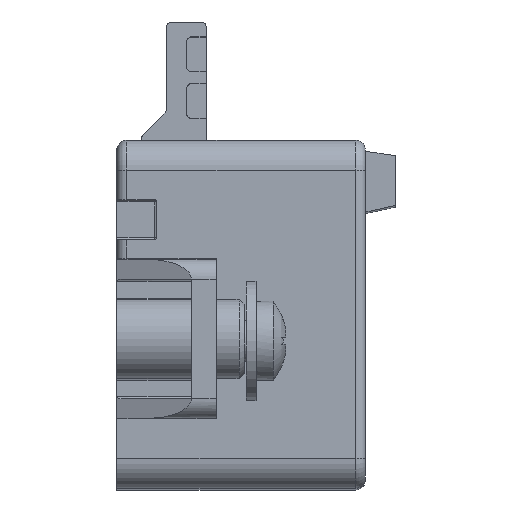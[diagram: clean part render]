
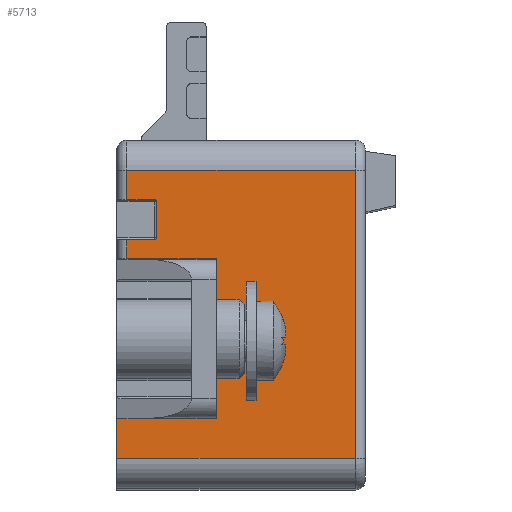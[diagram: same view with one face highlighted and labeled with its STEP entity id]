
A CAD part, top view. The second image highlights one B-rep face of the part: STEP entity #5713.
In plain terms, the highlighted planar face has unit normal (0, 0, 1).
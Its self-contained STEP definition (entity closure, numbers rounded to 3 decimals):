
#5713=ADVANCED_FACE('',(#6857),#6462,.T.);
#6462=PLANE('',#17400);
#6857=FACE_OUTER_BOUND('',#7395,.T.);
#7395=EDGE_LOOP('',(#9302,#9303,#9304,#9305,#9306,#9307,#9308,#9309,#9310,
#9311,#9312,#9313,#9314,#9315,#9316,#9317,#9318,#9319,#9320,#9321,#9322,
#9323,#9324,#9325,#9326));
#8485=CIRCLE('',#17398,0.2);
#8486=CIRCLE('',#17399,0.2);
#9302=ORIENTED_EDGE('',*,*,#13641,.T.);
#9303=ORIENTED_EDGE('',*,*,#13642,.T.);
#9304=ORIENTED_EDGE('',*,*,#13643,.F.);
#9305=ORIENTED_EDGE('',*,*,#13644,.T.);
#9306=ORIENTED_EDGE('',*,*,#13645,.T.);
#9307=ORIENTED_EDGE('',*,*,#13646,.T.);
#9308=ORIENTED_EDGE('',*,*,#13647,.F.);
#9309=ORIENTED_EDGE('',*,*,#13648,.T.);
#9310=ORIENTED_EDGE('',*,*,#13649,.F.);
#9311=ORIENTED_EDGE('',*,*,#13650,.T.);
#9312=ORIENTED_EDGE('',*,*,#13651,.T.);
#9313=ORIENTED_EDGE('',*,*,#13652,.F.);
#9314=ORIENTED_EDGE('',*,*,#13653,.T.);
#9315=ORIENTED_EDGE('',*,*,#13632,.T.);
#9316=ORIENTED_EDGE('',*,*,#13654,.T.);
#9317=ORIENTED_EDGE('',*,*,#13655,.T.);
#9318=ORIENTED_EDGE('',*,*,#13656,.F.);
#9319=ORIENTED_EDGE('',*,*,#13636,.T.);
#9320=ORIENTED_EDGE('',*,*,#13657,.T.);
#9321=ORIENTED_EDGE('',*,*,#13658,.T.);
#9322=ORIENTED_EDGE('',*,*,#13659,.T.);
#9323=ORIENTED_EDGE('',*,*,#13660,.F.);
#9324=ORIENTED_EDGE('',*,*,#13661,.T.);
#9325=ORIENTED_EDGE('',*,*,#13662,.T.);
#9326=ORIENTED_EDGE('',*,*,#13663,.T.);
#12422=VERTEX_POINT('',#22820);
#12423=VERTEX_POINT('',#22821);
#12426=VERTEX_POINT('',#22827);
#12427=VERTEX_POINT('',#22829);
#12431=VERTEX_POINT('',#22839);
#12432=VERTEX_POINT('',#22840);
#12433=VERTEX_POINT('',#22842);
#12434=VERTEX_POINT('',#22844);
#12435=VERTEX_POINT('',#22846);
#12436=VERTEX_POINT('',#22848);
#12437=VERTEX_POINT('',#22850);
#12438=VERTEX_POINT('',#22852);
#12439=VERTEX_POINT('',#22854);
#12440=VERTEX_POINT('',#22856);
#12441=VERTEX_POINT('',#22858);
#12442=VERTEX_POINT('',#22860);
#12443=VERTEX_POINT('',#22862);
#12444=VERTEX_POINT('',#22865);
#12445=VERTEX_POINT('',#22867);
#12446=VERTEX_POINT('',#22870);
#12447=VERTEX_POINT('',#22872);
#12448=VERTEX_POINT('',#22874);
#12449=VERTEX_POINT('',#22876);
#12450=VERTEX_POINT('',#22878);
#12451=VERTEX_POINT('',#22880);
#13632=EDGE_CURVE('',#12422,#12423,#15189,.T.);
#13636=EDGE_CURVE('',#12427,#12426,#15192,.T.);
#13641=EDGE_CURVE('',#12431,#12432,#15195,.T.);
#13642=EDGE_CURVE('',#12432,#12433,#15196,.T.);
#13643=EDGE_CURVE('',#12434,#12433,#15197,.T.);
#13644=EDGE_CURVE('',#12434,#12435,#8485,.T.);
#13645=EDGE_CURVE('',#12435,#12436,#15198,.T.);
#13646=EDGE_CURVE('',#12436,#12437,#8486,.T.);
#13647=EDGE_CURVE('',#12438,#12437,#15199,.T.);
#13648=EDGE_CURVE('',#12438,#12439,#15200,.T.);
#13649=EDGE_CURVE('',#12440,#12439,#15201,.T.);
#13650=EDGE_CURVE('',#12440,#12441,#15202,.T.);
#13651=EDGE_CURVE('',#12441,#12442,#15203,.T.);
#13652=EDGE_CURVE('',#12443,#12442,#15204,.T.);
#13653=EDGE_CURVE('',#12443,#12422,#15205,.T.);
#13654=EDGE_CURVE('',#12423,#12444,#15206,.T.);
#13655=EDGE_CURVE('',#12444,#12445,#15207,.T.);
#13656=EDGE_CURVE('',#12427,#12445,#15208,.T.);
#13657=EDGE_CURVE('',#12426,#12446,#15209,.T.);
#13658=EDGE_CURVE('',#12446,#12447,#15210,.T.);
#13659=EDGE_CURVE('',#12447,#12448,#15211,.T.);
#13660=EDGE_CURVE('',#12449,#12448,#15212,.T.);
#13661=EDGE_CURVE('',#12449,#12450,#15213,.T.);
#13662=EDGE_CURVE('',#12450,#12451,#15214,.T.);
#13663=EDGE_CURVE('',#12451,#12431,#15215,.T.);
#15189=LINE('',#22819,#16270);
#15192=LINE('',#22828,#16273);
#15195=LINE('',#22838,#16276);
#15196=LINE('',#22841,#16277);
#15197=LINE('',#22843,#16278);
#15198=LINE('',#22847,#16279);
#15199=LINE('',#22851,#16280);
#15200=LINE('',#22853,#16281);
#15201=LINE('',#22855,#16282);
#15202=LINE('',#22857,#16283);
#15203=LINE('',#22859,#16284);
#15204=LINE('',#22861,#16285);
#15205=LINE('',#22863,#16286);
#15206=LINE('',#22864,#16287);
#15207=LINE('',#22866,#16288);
#15208=LINE('',#22868,#16289);
#15209=LINE('',#22869,#16290);
#15210=LINE('',#22871,#16291);
#15211=LINE('',#22873,#16292);
#15212=LINE('',#22875,#16293);
#15213=LINE('',#22877,#16294);
#15214=LINE('',#22879,#16295);
#15215=LINE('',#22881,#16296);
#16270=VECTOR('',#19042,1.);
#16273=VECTOR('',#19047,1.);
#16276=VECTOR('',#19056,1.);
#16277=VECTOR('',#19057,1.);
#16278=VECTOR('',#19058,1.);
#16279=VECTOR('',#19061,1.);
#16280=VECTOR('',#19064,1.);
#16281=VECTOR('',#19065,1.);
#16282=VECTOR('',#19066,1.);
#16283=VECTOR('',#19067,1.);
#16284=VECTOR('',#19068,1.);
#16285=VECTOR('',#19069,1.);
#16286=VECTOR('',#19070,1.);
#16287=VECTOR('',#19071,1.);
#16288=VECTOR('',#19072,1.);
#16289=VECTOR('',#19073,1.);
#16290=VECTOR('',#19074,1.);
#16291=VECTOR('',#19075,1.);
#16292=VECTOR('',#19076,1.);
#16293=VECTOR('',#19077,1.);
#16294=VECTOR('',#19078,1.);
#16295=VECTOR('',#19079,1.);
#16296=VECTOR('',#19080,1.);
#17398=AXIS2_PLACEMENT_3D('',#22845,#19059,#19060);
#17399=AXIS2_PLACEMENT_3D('',#22849,#19062,#19063);
#17400=AXIS2_PLACEMENT_3D('',#22882,#19081,#19082);
#19042=DIRECTION('',(0.,-1.,0.));
#19047=DIRECTION('',(0.,-1.,0.));
#19056=DIRECTION('',(-1.,0.,0.));
#19057=DIRECTION('',(0.,-1.,0.));
#19058=DIRECTION('',(-1.,0.,0.));
#19059=DIRECTION('',(0.,0.,-1.));
#19060=DIRECTION('',(0.,-1.,0.));
#19061=DIRECTION('',(0.,-1.,0.));
#19062=DIRECTION('',(0.,0.,-1.));
#19063=DIRECTION('',(0.,-1.,0.));
#19064=DIRECTION('',(1.,0.,0.));
#19065=DIRECTION('',(0.,-1.,0.));
#19066=DIRECTION('',(-1.,0.,0.));
#19067=DIRECTION('',(0.,-1.,0.));
#19068=DIRECTION('',(0.,-1.,0.));
#19069=DIRECTION('',(-1.,0.,0.));
#19070=DIRECTION('',(0.707,-0.707,0.));
#19071=DIRECTION('',(-1.,0.,0.));
#19072=DIRECTION('',(0.,-1.,0.));
#19073=DIRECTION('',(-1.,0.,0.));
#19074=DIRECTION('',(-0.707,-0.707,0.));
#19075=DIRECTION('',(-1.,0.,0.));
#19076=DIRECTION('',(0.,-1.,0.));
#19077=DIRECTION('',(1.,0.,0.));
#19078=DIRECTION('',(0.,-1.,0.));
#19079=DIRECTION('',(1.,0.,0.));
#19080=DIRECTION('',(0.,1.,0.));
#19081=DIRECTION('',(0.,0.,1.));
#19082=DIRECTION('',(1.,0.,0.));
#22819=CARTESIAN_POINT('',(469.3,153.529,193.267));
#22820=CARTESIAN_POINT('',(469.3,153.029,193.267));
#22821=CARTESIAN_POINT('',(469.3,152.029,193.267));
#22827=CARTESIAN_POINT('',(469.3,146.029,193.267));
#22828=CARTESIAN_POINT('',(469.3,147.029,193.267));
#22829=CARTESIAN_POINT('',(469.3,147.029,193.267));
#22838=CARTESIAN_POINT('',(480.5,166.529,193.267));
#22839=CARTESIAN_POINT('',(480.5,166.529,193.267));
#22840=CARTESIAN_POINT('',(457.5,166.529,193.267));
#22841=CARTESIAN_POINT('',(457.5,167.529,193.267));
#22842=CARTESIAN_POINT('',(457.5,163.529,193.267));
#22843=CARTESIAN_POINT('',(466.,163.529,193.267));
#22844=CARTESIAN_POINT('',(460.3,163.529,193.267));
#22845=CARTESIAN_POINT('',(460.3,163.329,193.267));
#22846=CARTESIAN_POINT('',(460.5,163.329,193.267));
#22847=CARTESIAN_POINT('',(460.5,167.529,193.267));
#22848=CARTESIAN_POINT('',(460.5,159.729,193.267));
#22849=CARTESIAN_POINT('',(460.3,159.729,193.267));
#22850=CARTESIAN_POINT('',(460.3,159.529,193.267));
#22851=CARTESIAN_POINT('',(466.,159.529,193.267));
#22852=CARTESIAN_POINT('',(457.5,159.529,193.267));
#22853=CARTESIAN_POINT('',(457.5,167.529,193.267));
#22854=CARTESIAN_POINT('',(457.5,157.629,193.267));
#22855=CARTESIAN_POINT('',(462.,157.629,193.267));
#22856=CARTESIAN_POINT('',(466.5,157.629,193.267));
#22857=CARTESIAN_POINT('',(466.5,153.529,193.267));
#22858=CARTESIAN_POINT('',(466.5,157.529,193.267));
#22859=CARTESIAN_POINT('',(466.5,157.529,193.267));
#22860=CARTESIAN_POINT('',(466.5,153.529,193.267));
#22861=CARTESIAN_POINT('',(469.3,153.529,193.267));
#22862=CARTESIAN_POINT('',(468.8,153.529,193.267));
#22863=CARTESIAN_POINT('',(468.8,153.529,193.267));
#22864=CARTESIAN_POINT('',(469.3,152.029,193.267));
#22865=CARTESIAN_POINT('',(466.5,152.029,193.267));
#22866=CARTESIAN_POINT('',(466.5,157.529,193.267));
#22867=CARTESIAN_POINT('',(466.5,147.029,193.267));
#22868=CARTESIAN_POINT('',(469.3,147.029,193.267));
#22869=CARTESIAN_POINT('',(468.8,145.529,193.267));
#22870=CARTESIAN_POINT('',(468.8,145.529,193.267));
#22871=CARTESIAN_POINT('',(469.3,145.529,193.267));
#22872=CARTESIAN_POINT('',(466.5,145.529,193.267));
#22873=CARTESIAN_POINT('',(466.5,157.529,193.267));
#22874=CARTESIAN_POINT('',(466.5,141.529,193.267));
#22875=CARTESIAN_POINT('',(464.,141.529,193.267));
#22876=CARTESIAN_POINT('',(456.5,141.529,193.267));
#22877=CARTESIAN_POINT('',(456.5,153.529,193.267));
#22878=CARTESIAN_POINT('',(456.5,137.529,193.267));
#22879=CARTESIAN_POINT('',(480.5,137.529,193.267));
#22880=CARTESIAN_POINT('',(480.5,137.529,193.267));
#22881=CARTESIAN_POINT('',(480.5,153.529,193.267));
#22882=CARTESIAN_POINT('',(480.5,153.529,193.267));
